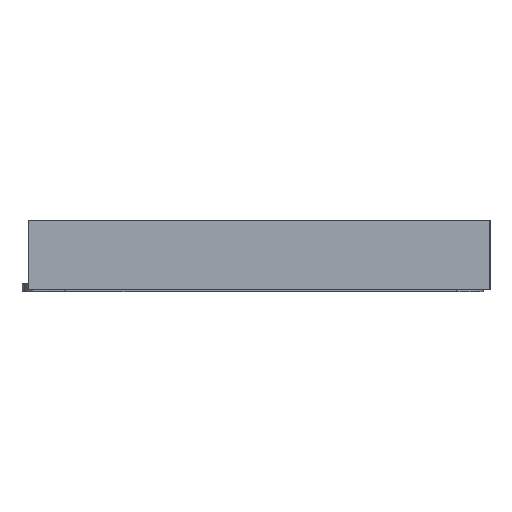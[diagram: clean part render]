
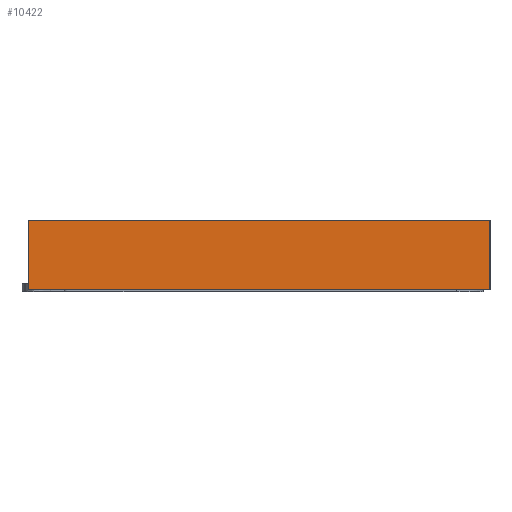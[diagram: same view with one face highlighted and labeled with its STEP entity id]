
A CAD part, left-side view. The second image highlights one B-rep face of the part: STEP entity #10422.
In plain terms, the highlighted planar face has unit normal (-1, 0, 0).
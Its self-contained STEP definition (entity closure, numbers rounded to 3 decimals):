
#1140=FACE_OUTER_BOUND('',#1745,.T.);
#1745=EDGE_LOOP('',(#7006,#7007,#7008,#7009));
#2403=LINE('',#13272,#3346);
#2419=LINE('',#13330,#3362);
#2420=LINE('',#13331,#3363);
#2421=LINE('',#13332,#3364);
#3346=VECTOR('',#11501,10.);
#3362=VECTOR('',#11561,10.);
#3363=VECTOR('',#11562,10.);
#3364=VECTOR('',#11563,10.);
#4285=VERTEX_POINT('',#13269);
#4286=VERTEX_POINT('',#13271);
#4305=VERTEX_POINT('',#13328);
#4306=VERTEX_POINT('',#13329);
#5355=EDGE_CURVE('',#4285,#4286,#2403,.T.);
#5383=EDGE_CURVE('',#4305,#4306,#2419,.T.);
#5384=EDGE_CURVE('',#4305,#4286,#2420,.T.);
#5385=EDGE_CURVE('',#4306,#4285,#2421,.T.);
#7006=ORIENTED_EDGE('',*,*,#5383,.F.);
#7007=ORIENTED_EDGE('',*,*,#5384,.T.);
#7008=ORIENTED_EDGE('',*,*,#5355,.F.);
#7009=ORIENTED_EDGE('',*,*,#5385,.F.);
#10145=PLANE('',#11090);
#10422=ADVANCED_FACE('',(#1140),#10145,.T.);
#11090=AXIS2_PLACEMENT_3D('',#13327,#11559,#11560);
#11501=DIRECTION('',(0.,-1.,0.));
#11559=DIRECTION('center_axis',(-1.,0.,0.));
#11560=DIRECTION('ref_axis',(0.,-1.,0.));
#11561=DIRECTION('',(0.,1.,0.));
#11562=DIRECTION('',(0.,0.,1.));
#11563=DIRECTION('',(0.,0.,1.));
#13269=CARTESIAN_POINT('',(-75.944,29.459,13.));
#13271=CARTESIAN_POINT('',(-75.944,-56.441,13.));
#13272=CARTESIAN_POINT('',(-75.944,-56.441,13.));
#13327=CARTESIAN_POINT('Origin',(-75.944,29.459,0.));
#13328=CARTESIAN_POINT('',(-75.944,-56.441,0.));
#13329=CARTESIAN_POINT('',(-75.944,29.459,0.));
#13330=CARTESIAN_POINT('',(-75.944,-56.441,0.));
#13331=CARTESIAN_POINT('',(-75.944,-56.441,0.));
#13332=CARTESIAN_POINT('',(-75.944,29.459,0.));
